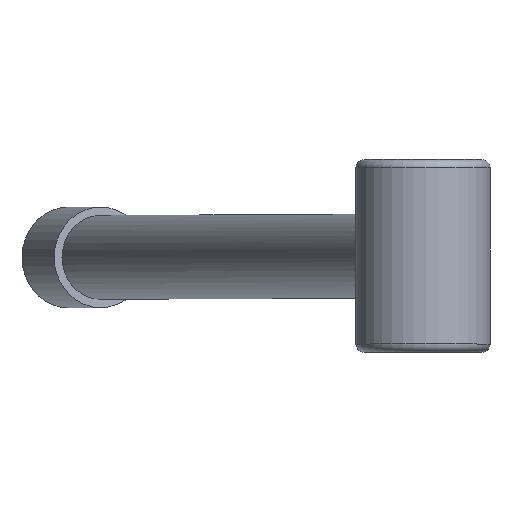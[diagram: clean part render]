
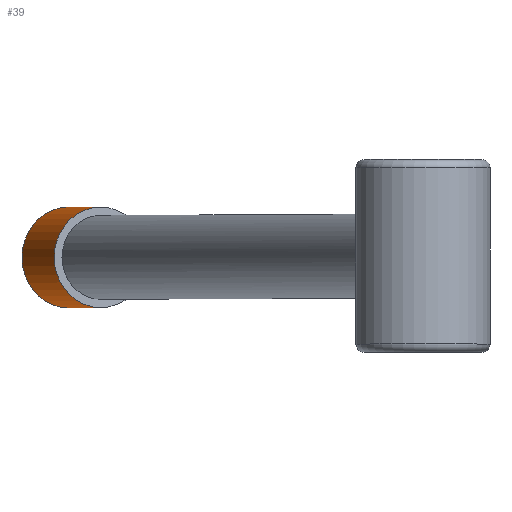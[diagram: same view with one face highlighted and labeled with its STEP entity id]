
A CAD part, top view. The second image highlights one B-rep face of the part: STEP entity #39.
In plain terms, the highlighted cylindrical face has radius 47.52 mm (diameter 95.04 mm), a full revolution.
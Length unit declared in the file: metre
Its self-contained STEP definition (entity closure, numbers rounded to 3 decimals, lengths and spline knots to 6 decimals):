
#39 = ADVANCED_FACE( 'Face1', ( #81, #82 ), #83, .T. );
#81 = FACE_OUTER_BOUND( '', #132, .T. );
#82 = FACE_OUTER_BOUND( '', #133, .T. );
#83 = CYLINDRICAL_SURFACE( '', #134, 0.04752 );
#132 = EDGE_LOOP( '', ( #1579 ) );
#133 = EDGE_LOOP( '', ( #1580 ) );
#134 = AXIS2_PLACEMENT_3D( '', #1581, #1582, #1583 );
#1579 = ORIENTED_EDGE( '', *, *, #1636, .F. );
#1580 = ORIENTED_EDGE( '', *, *, #1631, .T. );
#1581 = CARTESIAN_POINT( '', ( 1.671799, 0., 1.74971 ) );
#1582 = DIRECTION( '', ( 0.384, 0., 0.923 ) );
#1583 = DIRECTION( '', ( 0., -1., 0. ) );
#1631 = EDGE_CURVE( '', #1653, #1653, #1654, .T. );
#1636 = EDGE_CURVE( '', #1661, #1661, #1662, .T. );
#1653 = VERTEX_POINT( '', #1686 );
#1654 = CIRCLE( '', #1687, 0.04752 );
#1661 = VERTEX_POINT( '', #1694 );
#1662 = CIRCLE( '', #1695, 0.04752 );
#1686 = CARTESIAN_POINT( '', ( 1.641368, 0.04752, 1.67659 ) );
#1687 = AXIS2_PLACEMENT_3D( '', #2468, #2469, #2470 );
#1694 = CARTESIAN_POINT( '', ( 1.671799, 0.04752, 1.74971 ) );
#1695 = AXIS2_PLACEMENT_3D( '', #2477, #2478, #2479 );
#2468 = CARTESIAN_POINT( '', ( 1.641368, 0., 1.67659 ) );
#2469 = DIRECTION( '', ( 0.384, 0., 0.923 ) );
#2470 = DIRECTION( '', ( 0., 1., 0. ) );
#2477 = CARTESIAN_POINT( '', ( 1.671799, 0., 1.74971 ) );
#2478 = DIRECTION( '', ( 0.384, 0., 0.923 ) );
#2479 = DIRECTION( '', ( 0., 1., 0. ) );
